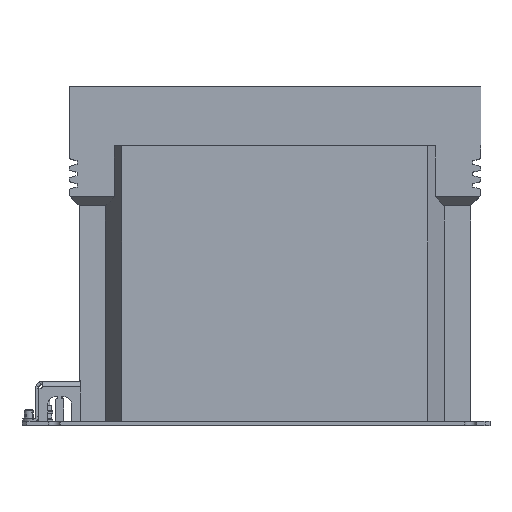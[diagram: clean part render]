
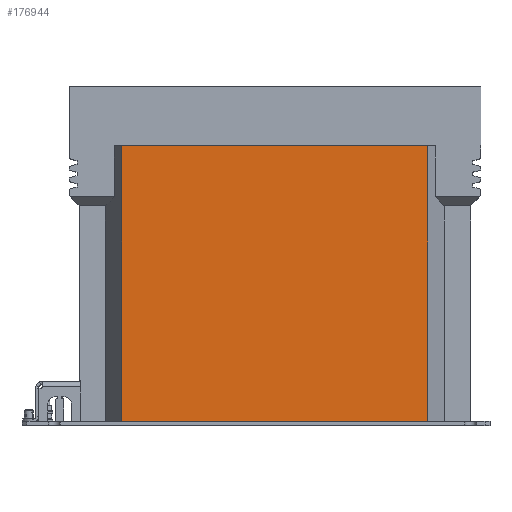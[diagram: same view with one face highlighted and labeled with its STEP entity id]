
A CAD part, top view. The second image highlights one B-rep face of the part: STEP entity #176944.
In plain terms, the highlighted face is planar.
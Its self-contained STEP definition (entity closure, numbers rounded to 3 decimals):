
#4388 = LINE ( 'NONE', #30142, #129513 ) ;
#6529 = ORIENTED_EDGE ( 'NONE', *, *, #62846, .F. ) ;
#18525 = DIRECTION ( 'NONE',  ( 0., 0., -1. ) ) ;
#28355 = CARTESIAN_POINT ( 'NONE',  ( -154.257, -89., 0. ) ) ;
#30142 = CARTESIAN_POINT ( 'NONE',  ( -154.257, -89., 278. ) ) ;
#31118 = DIRECTION ( 'NONE',  ( 1., 0., 0. ) ) ;
#33764 = VECTOR ( 'NONE', #51778, 1000. ) ;
#34445 = LINE ( 'NONE', #132706, #202906 ) ;
#35908 = VECTOR ( 'NONE', #31118, 1000. ) ;
#36125 = CARTESIAN_POINT ( 'NONE',  ( -154.257, -89., 278. ) ) ;
#37047 = VERTEX_POINT ( 'NONE', #28355 ) ;
#40166 = CARTESIAN_POINT ( 'NONE',  ( 154.257, -89., 278. ) ) ;
#51542 = CARTESIAN_POINT ( 'NONE',  ( 154.257, -89., 0. ) ) ;
#51778 = DIRECTION ( 'NONE',  ( 1., 0., 0. ) ) ;
#59095 = EDGE_CURVE ( 'NONE', #131631, #37047, #4388, .T. ) ;
#61803 = LINE ( 'NONE', #163862, #33764 ) ;
#62846 = EDGE_CURVE ( 'NONE', #102826, #127242, #34445, .T. ) ;
#68904 = DIRECTION ( 'NONE',  ( -1., 0., 0. ) ) ;
#69493 = EDGE_CURVE ( 'NONE', #37047, #127242, #204378, .T. ) ;
#101037 = PLANE ( 'NONE',  #150487 ) ;
#102826 = VERTEX_POINT ( 'NONE', #40166 ) ;
#105942 = CARTESIAN_POINT ( 'NONE',  ( -154.257, -89., 278. ) ) ;
#110503 = EDGE_LOOP ( 'NONE', ( #148247, #6529, #205617, #130644 ) ) ;
#112493 = CARTESIAN_POINT ( 'NONE',  ( -154.257, -89., 0. ) ) ;
#127242 = VERTEX_POINT ( 'NONE', #51542 ) ;
#129513 = VECTOR ( 'NONE', #144323, 1000. ) ;
#130644 = ORIENTED_EDGE ( 'NONE', *, *, #59095, .T. ) ;
#131631 = VERTEX_POINT ( 'NONE', #105942 ) ;
#132706 = CARTESIAN_POINT ( 'NONE',  ( 154.257, -89., 278. ) ) ;
#144323 = DIRECTION ( 'NONE',  ( 0., 0., -1. ) ) ;
#148247 = ORIENTED_EDGE ( 'NONE', *, *, #69493, .T. ) ;
#150487 = AXIS2_PLACEMENT_3D ( 'NONE', #36125, #166686, #68904 ) ;
#163862 = CARTESIAN_POINT ( 'NONE',  ( -154.257, -89., 278. ) ) ;
#166686 = DIRECTION ( 'NONE',  ( 0., 1., 0. ) ) ;
#174774 = EDGE_CURVE ( 'NONE', #131631, #102826, #61803, .T. ) ;
#176944 = ADVANCED_FACE ( 'NONE', ( #188614 ), #101037, .F. ) ;
#188614 = FACE_OUTER_BOUND ( 'NONE', #110503, .T. ) ;
#202906 = VECTOR ( 'NONE', #18525, 1000. ) ;
#204378 = LINE ( 'NONE', #112493, #35908 ) ;
#205617 = ORIENTED_EDGE ( 'NONE', *, *, #174774, .F. ) ;
